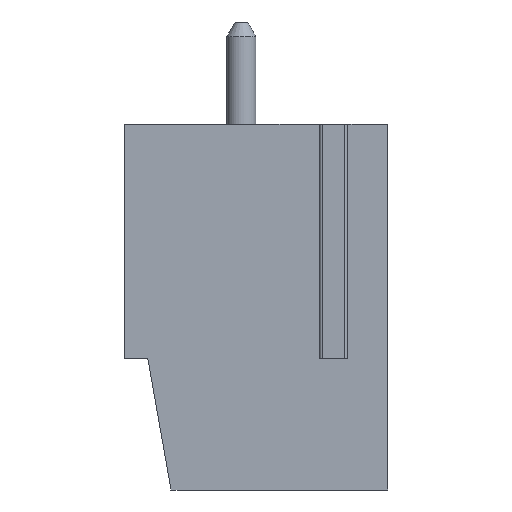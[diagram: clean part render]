
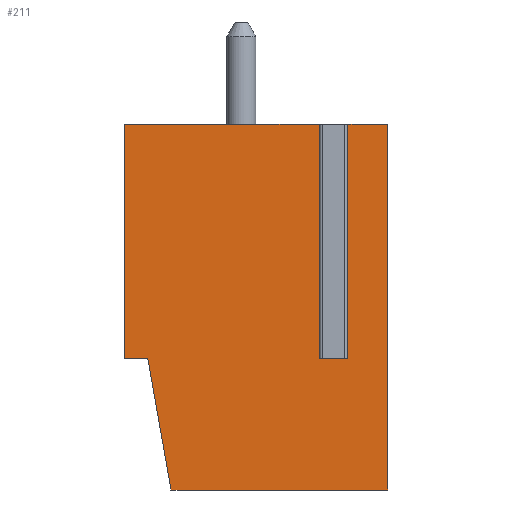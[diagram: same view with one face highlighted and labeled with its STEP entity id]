
A CAD part, front view. The second image highlights one B-rep face of the part: STEP entity #211.
In plain terms, the highlighted planar face has unit normal (0, -1, 0).
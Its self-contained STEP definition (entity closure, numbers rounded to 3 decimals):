
#211 = ADVANCED_FACE( '', ( #437 ), #438, .T. );
#437 = FACE_OUTER_BOUND( '', #677, .T. );
#438 = PLANE( '', #678 );
#677 = EDGE_LOOP( '', ( #1257, #1258, #1259, #1260, #1261, #1262, #1263, #1264, #1265, #1266 ) );
#678 = AXIS2_PLACEMENT_3D( '', #1267, #1268, #1269 );
#1257 = ORIENTED_EDGE( '', *, *, #1561, .T. );
#1258 = ORIENTED_EDGE( '', *, *, #1474, .T. );
#1259 = ORIENTED_EDGE( '', *, *, #1553, .T. );
#1260 = ORIENTED_EDGE( '', *, *, #1613, .T. );
#1261 = ORIENTED_EDGE( '', *, *, #1638, .T. );
#1262 = ORIENTED_EDGE( '', *, *, #1639, .T. );
#1263 = ORIENTED_EDGE( '', *, *, #1640, .T. );
#1264 = ORIENTED_EDGE( '', *, *, #1529, .F. );
#1265 = ORIENTED_EDGE( '', *, *, #1557, .T. );
#1266 = ORIENTED_EDGE( '', *, *, #1630, .T. );
#1267 = CARTESIAN_POINT( '', ( 4.5, 20., 0. ) );
#1268 = DIRECTION( '', ( 0., -1., 0. ) );
#1269 = DIRECTION( '', ( 0., 0., 1. ) );
#1474 = EDGE_CURVE( '', #1792, #1789, #1793, .F. );
#1529 = EDGE_CURVE( '', #1878, #1876, #1880, .T. );
#1553 = EDGE_CURVE( '', #1789, #1910, #1912, .T. );
#1557 = EDGE_CURVE( '', #1878, #1916, #1918, .T. );
#1561 = EDGE_CURVE( '', #1923, #1792, #1924, .T. );
#1613 = EDGE_CURVE( '', #1910, #1990, #1992, .T. );
#1630 = EDGE_CURVE( '', #1916, #1923, #2013, .T. );
#1638 = EDGE_CURVE( '', #1990, #2021, #2022, .T. );
#1639 = EDGE_CURVE( '', #2021, #2023, #2024, .T. );
#1640 = EDGE_CURVE( '', #2023, #1876, #2025, .T. );
#1789 = VERTEX_POINT( '', #2231 );
#1792 = VERTEX_POINT( '', #2234 );
#1793 = LINE( '', #2235, #2236 );
#1876 = VERTEX_POINT( '', #2352 );
#1878 = VERTEX_POINT( '', #2355 );
#1880 = LINE( '', #2358, #2359 );
#1910 = VERTEX_POINT( '', #2401 );
#1912 = LINE( '', #2404, #2405 );
#1916 = VERTEX_POINT( '', #2410 );
#1918 = LINE( '', #2412, #2413 );
#1923 = VERTEX_POINT( '', #2419 );
#1924 = LINE( '', #2420, #2421 );
#1990 = VERTEX_POINT( '', #2512 );
#1992 = LINE( '', #2515, #2516 );
#2013 = LINE( '', #2546, #2547 );
#2021 = VERTEX_POINT( '', #2556 );
#2022 = LINE( '', #2557, #2558 );
#2023 = VERTEX_POINT( '', #2559 );
#2024 = LINE( '', #2560, #2561 );
#2025 = LINE( '', #2562, #2563 );
#2231 = CARTESIAN_POINT( '', ( 6.831, 20., 0. ) );
#2234 = CARTESIAN_POINT( '', ( 6.831, 20., -8. ) );
#2235 = CARTESIAN_POINT( '', ( 6.831, 20., 0. ) );
#2236 = VECTOR( '', #2683, 1000. );
#2352 = CARTESIAN_POINT( '', ( 9., 20., -12.5 ) );
#2355 = CARTESIAN_POINT( '', ( 9., 20., 0. ) );
#2358 = CARTESIAN_POINT( '', ( 9., 20., 0. ) );
#2359 = VECTOR( '', #2740, 1000. );
#2401 = CARTESIAN_POINT( '', ( 0., 20., 0. ) );
#2404 = CARTESIAN_POINT( '', ( 4.5, 20., 0. ) );
#2405 = VECTOR( '', #2772, 1000. );
#2410 = CARTESIAN_POINT( '', ( 7.469, 20., 0. ) );
#2412 = CARTESIAN_POINT( '', ( 4.5, 20., 0. ) );
#2413 = VECTOR( '', #2780, 1000. );
#2419 = CARTESIAN_POINT( '', ( 7.469, 20., -8. ) );
#2420 = CARTESIAN_POINT( '', ( 7.004, 20., -8. ) );
#2421 = VECTOR( '', #2785, 1000. );
#2512 = CARTESIAN_POINT( '', ( 0., 20., -8. ) );
#2515 = CARTESIAN_POINT( '', ( 0., 20., 0. ) );
#2516 = VECTOR( '', #2833, 1000. );
#2546 = CARTESIAN_POINT( '', ( 7.469, 20., 0. ) );
#2547 = VECTOR( '', #2846, 1000. );
#2556 = CARTESIAN_POINT( '', ( 0.8, 20., -8. ) );
#2557 = CARTESIAN_POINT( '', ( 0.8, 20., -8. ) );
#2558 = VECTOR( '', #2854, 1000. );
#2559 = CARTESIAN_POINT( '', ( 1.593, 20., -12.5 ) );
#2560 = CARTESIAN_POINT( '', ( 1.593, 20., -12.5 ) );
#2561 = VECTOR( '', #2855, 1000. );
#2562 = CARTESIAN_POINT( '', ( 4.5, 20., -12.5 ) );
#2563 = VECTOR( '', #2856, 1000. );
#2683 = DIRECTION( '', ( 0., 0., -1. ) );
#2740 = DIRECTION( '', ( 0., 0., -1. ) );
#2772 = DIRECTION( '', ( -1., 0., 0. ) );
#2780 = DIRECTION( '', ( -1., 0., 0. ) );
#2785 = DIRECTION( '', ( -1., 0., 0. ) );
#2833 = DIRECTION( '', ( 0., 0., -1. ) );
#2846 = DIRECTION( '', ( 0., 0., -1. ) );
#2854 = DIRECTION( '', ( 1., 0., 0. ) );
#2855 = DIRECTION( '', ( 0.174, 0., -0.985 ) );
#2856 = DIRECTION( '', ( 1., 0., 0. ) );
